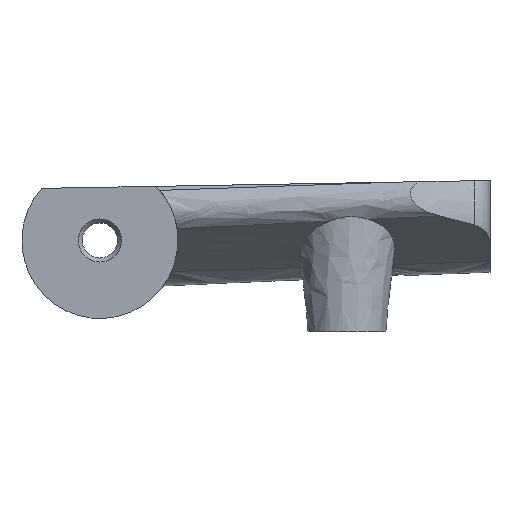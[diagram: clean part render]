
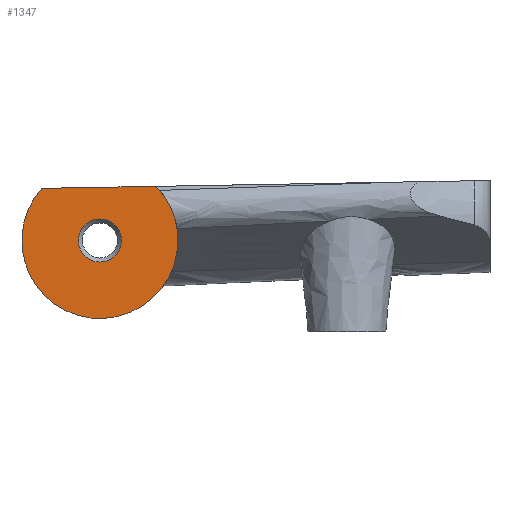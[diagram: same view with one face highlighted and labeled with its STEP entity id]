
A CAD part, front view. The second image highlights one B-rep face of the part: STEP entity #1347.
In plain terms, the highlighted planar face has unit normal (0, -1, 0).
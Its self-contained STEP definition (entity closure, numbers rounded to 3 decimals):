
#685 = VERTEX_POINT('',#686);
#686 = CARTESIAN_POINT('',(7.536,-283.25,37.009));
#692 = EDGE_CURVE('',#685,#693,#695,.T.);
#693 = VERTEX_POINT('',#694);
#694 = CARTESIAN_POINT('',(18.,-283.25,33.));
#695 = CIRCLE('',#696,6.);
#696 = AXIS2_PLACEMENT_3D('',#697,#698,#699);
#697 = CARTESIAN_POINT('',(12.,-283.25,33.));
#698 = DIRECTION('',(0.,-1.,0.));
#699 = DIRECTION('',(1.,0.,0.));
#701 = EDGE_CURVE('',#693,#702,#704,.T.);
#702 = VERTEX_POINT('',#703);
#703 = CARTESIAN_POINT('',(16.32,-283.25,37.164));
#704 = CIRCLE('',#705,6.);
#705 = AXIS2_PLACEMENT_3D('',#706,#707,#708);
#706 = CARTESIAN_POINT('',(12.,-283.25,33.));
#707 = DIRECTION('',(0.,-1.,0.));
#708 = DIRECTION('',(1.,0.,0.));
#1051 = EDGE_CURVE('',#685,#702,#1052,.T.);
#1052 = LINE('',#1053,#1054);
#1053 = CARTESIAN_POINT('',(9.464,-283.25,37.043));
#1054 = VECTOR('',#1055,1.);
#1055 = DIRECTION('',(1.,0.,0.018));
#1347 = ADVANCED_FACE('',(#1348,#1353),#1364,.F.);
#1348 = FACE_BOUND('',#1349,.F.);
#1349 = EDGE_LOOP('',(#1350,#1351,#1352));
#1350 = ORIENTED_EDGE('',*,*,#701,.F.);
#1351 = ORIENTED_EDGE('',*,*,#692,.F.);
#1352 = ORIENTED_EDGE('',*,*,#1051,.T.);
#1353 = FACE_BOUND('',#1354,.F.);
#1354 = EDGE_LOOP('',(#1355));
#1355 = ORIENTED_EDGE('',*,*,#1356,.T.);
#1356 = EDGE_CURVE('',#1357,#1357,#1359,.T.);
#1357 = VERTEX_POINT('',#1358);
#1358 = CARTESIAN_POINT('',(13.658,-283.25,33.));
#1359 = CIRCLE('',#1360,1.658);
#1360 = AXIS2_PLACEMENT_3D('',#1361,#1362,#1363);
#1361 = CARTESIAN_POINT('',(12.,-283.25,33.));
#1362 = DIRECTION('',(0.,-1.,0.));
#1363 = DIRECTION('',(1.,0.,0.));
#1364 = PLANE('',#1365);
#1365 = AXIS2_PLACEMENT_3D('',#1366,#1367,#1368);
#1366 = CARTESIAN_POINT('',(12.,-283.25,33.));
#1367 = DIRECTION('',(0.,1.,0.));
#1368 = DIRECTION('',(0.,0.,1.));
